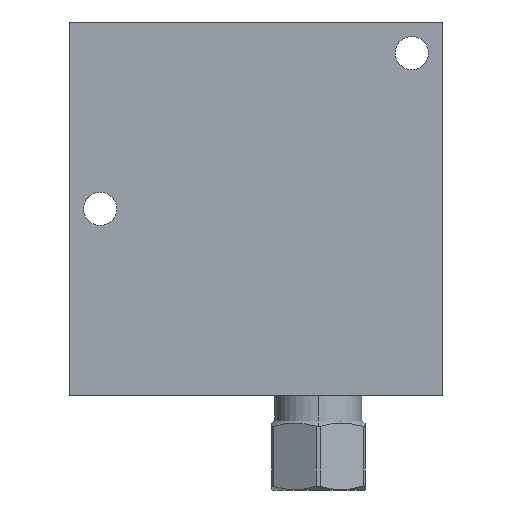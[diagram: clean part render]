
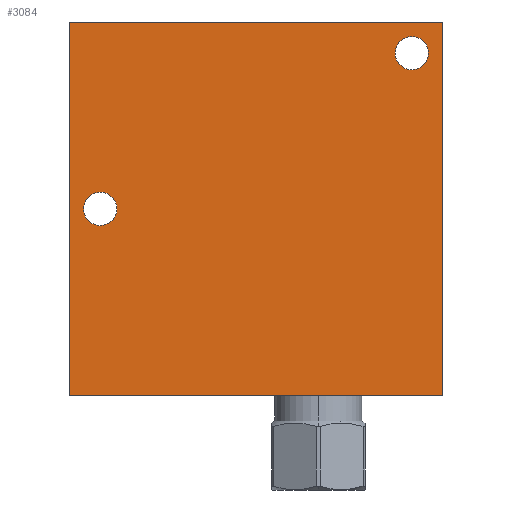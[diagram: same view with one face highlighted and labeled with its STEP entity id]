
A CAD part, front view. The second image highlights one B-rep face of the part: STEP entity #3084.
In plain terms, the highlighted planar face has unit normal (0, -1, 0).
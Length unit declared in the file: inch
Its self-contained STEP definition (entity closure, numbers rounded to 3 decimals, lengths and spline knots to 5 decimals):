
#5=DIRECTION('',(1.,0.,0.));
#6=VECTOR('',#5,3.);
#7=CARTESIAN_POINT('',(0.,-1.,0.));
#8=LINE('',#7,#6);
#1228=DIRECTION('',(0.,0.,1.));
#1229=VECTOR('',#1228,3.);
#1230=CARTESIAN_POINT('',(3.,-1.,0.));
#1231=LINE('',#1230,#1229);
#1252=DIRECTION('',(0.,0.,1.));
#1253=VECTOR('',#1252,3.);
#1254=CARTESIAN_POINT('',(0.,-1.,0.));
#1255=LINE('',#1254,#1253);
#1256=CARTESIAN_POINT('',(0.25,-1.,1.5));
#1257=DIRECTION('',(0.,1.,0.));
#1258=DIRECTION('',(0.,0.,-1.));
#1259=AXIS2_PLACEMENT_3D('',#1256,#1257,#1258);
#1261=CARTESIAN_POINT('',(0.25,-1.,1.5));
#1262=DIRECTION('',(0.,1.,0.));
#1263=DIRECTION('',(0.,0.,1.));
#1264=AXIS2_PLACEMENT_3D('',#1261,#1262,#1263);
#1266=CARTESIAN_POINT('',(2.75,-1.,2.75));
#1267=DIRECTION('',(0.,1.,0.));
#1268=DIRECTION('',(0.,0.,-1.));
#1269=AXIS2_PLACEMENT_3D('',#1266,#1267,#1268);
#1271=CARTESIAN_POINT('',(2.75,-1.,2.75));
#1272=DIRECTION('',(0.,1.,0.));
#1273=DIRECTION('',(0.,0.,1.));
#1274=AXIS2_PLACEMENT_3D('',#1271,#1272,#1273);
#1302=DIRECTION('',(1.,0.,0.));
#1303=VECTOR('',#1302,3.);
#1304=CARTESIAN_POINT('',(0.,-1.,3.));
#1305=LINE('',#1304,#1303);
#1698=CARTESIAN_POINT('',(0.,-1.,0.));
#1700=VERTEX_POINT('',#1698);
#1701=CARTESIAN_POINT('',(3.,-1.,0.));
#1702=VERTEX_POINT('',#1701);
#1705=CARTESIAN_POINT('',(0.,-1.,3.));
#1706=CARTESIAN_POINT('',(3.,-1.,3.));
#1707=VERTEX_POINT('',#1705);
#1708=VERTEX_POINT('',#1706);
#1825=CARTESIAN_POINT('',(0.25,-1.,1.366));
#1826=CARTESIAN_POINT('',(0.25,-1.,1.634));
#1827=VERTEX_POINT('',#1825);
#1828=VERTEX_POINT('',#1826);
#1833=CARTESIAN_POINT('',(2.75,-1.,2.616));
#1834=CARTESIAN_POINT('',(2.75,-1.,2.884));
#1835=VERTEX_POINT('',#1833);
#1836=VERTEX_POINT('',#1834);
#3060=CARTESIAN_POINT('',(0.,-1.,0.));
#3061=DIRECTION('',(0.,-1.,0.));
#3062=DIRECTION('',(1.,0.,0.));
#3063=AXIS2_PLACEMENT_3D('',#3060,#3061,#3062);
#3064=PLANE('',#3063);
#3065=ORIENTED_EDGE('',*,*,#1958,.F.);
#3066=ORIENTED_EDGE('',*,*,#1982,.T.);
#3068=ORIENTED_EDGE('',*,*,#3067,.T.);
#3069=ORIENTED_EDGE('',*,*,#3040,.F.);
#3070=EDGE_LOOP('',(#3065,#3066,#3068,#3069));
#3071=FACE_OUTER_BOUND('',#3070,.F.);
#3073=ORIENTED_EDGE('',*,*,#3072,.F.);
#3075=ORIENTED_EDGE('',*,*,#3074,.F.);
#3076=EDGE_LOOP('',(#3073,#3075));
#3077=FACE_BOUND('',#3076,.F.);
#3079=ORIENTED_EDGE('',*,*,#3078,.F.);
#3081=ORIENTED_EDGE('',*,*,#3080,.F.);
#3082=EDGE_LOOP('',(#3079,#3081));
#3083=FACE_BOUND('',#3082,.F.);
#3084=ADVANCED_FACE('',(#3071,#3077,#3083),#3064,.T.);
#1260=CIRCLE('',#1259,0.134);
#1265=CIRCLE('',#1264,0.134);
#1270=CIRCLE('',#1269,0.134);
#1275=CIRCLE('',#1274,0.134);
#1958=EDGE_CURVE('',#1700,#1702,#8,.T.);
#1982=EDGE_CURVE('',#1700,#1707,#1255,.T.);
#3040=EDGE_CURVE('',#1702,#1708,#1231,.T.);
#3067=EDGE_CURVE('',#1707,#1708,#1305,.T.);
#3072=EDGE_CURVE('',#1827,#1828,#1260,.T.);
#3074=EDGE_CURVE('',#1828,#1827,#1265,.T.);
#3078=EDGE_CURVE('',#1835,#1836,#1270,.T.);
#3080=EDGE_CURVE('',#1836,#1835,#1275,.T.);
